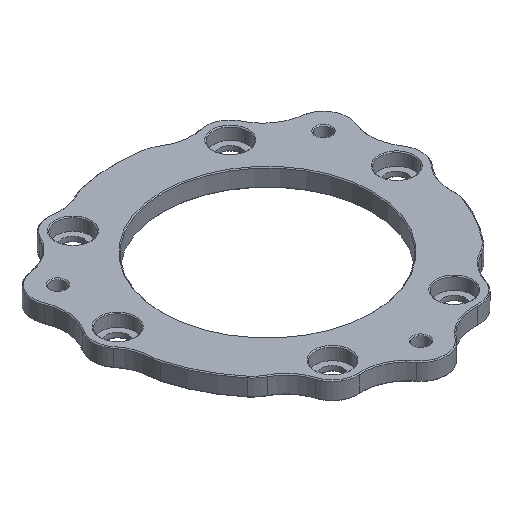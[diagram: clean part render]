
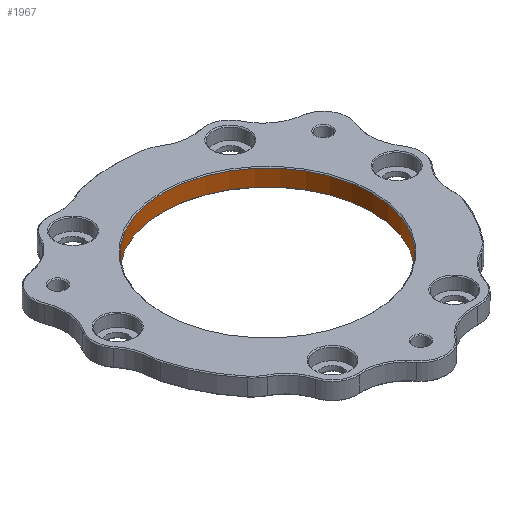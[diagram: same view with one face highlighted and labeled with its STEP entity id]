
A CAD part, isometric view. The second image highlights one B-rep face of the part: STEP entity #1967.
In plain terms, the highlighted cylindrical face has radius 57.75 mm (diameter 115.5 mm), a full revolution.
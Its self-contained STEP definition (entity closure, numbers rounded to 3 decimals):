
#18=CYLINDRICAL_SURFACE('',#2162,57.75);
#103=FACE_OUTER_BOUND('',#247,.T.);
#247=EDGE_LOOP('',(#1351,#1352,#1353,#1354));
#396=LINE('',#3265,#522);
#522=VECTOR('',#2534,57.75);
#687=CIRCLE('',#2161,57.75);
#688=CIRCLE('',#2163,57.75);
#859=VERTEX_POINT('',#3260);
#860=VERTEX_POINT('',#3264);
#1038=EDGE_CURVE('',#859,#859,#687,.T.);
#1039=EDGE_CURVE('',#859,#860,#396,.T.);
#1040=EDGE_CURVE('',#860,#860,#688,.T.);
#1351=ORIENTED_EDGE('',*,*,#1038,.F.);
#1352=ORIENTED_EDGE('',*,*,#1039,.T.);
#1353=ORIENTED_EDGE('',*,*,#1040,.F.);
#1354=ORIENTED_EDGE('',*,*,#1039,.F.);
#1967=ADVANCED_FACE('',(#103),#18,.F.);
#2161=AXIS2_PLACEMENT_3D('',#3262,#2530,#2531);
#2162=AXIS2_PLACEMENT_3D('',#3263,#2532,#2533);
#2163=AXIS2_PLACEMENT_3D('',#3266,#2535,#2536);
#2530=DIRECTION('center_axis',(0.,0.,-1.));
#2531=DIRECTION('ref_axis',(1.,0.,0.));
#2532=DIRECTION('center_axis',(0.,0.,1.));
#2533=DIRECTION('ref_axis',(1.,0.,0.));
#2534=DIRECTION('',(0.,0.,-1.));
#2535=DIRECTION('center_axis',(0.,0.,1.));
#2536=DIRECTION('ref_axis',(1.,0.,0.));
#3260=CARTESIAN_POINT('',(-57.75,0.,9.5));
#3262=CARTESIAN_POINT('Origin',(0.,0.,9.5));
#3263=CARTESIAN_POINT('Origin',(0.,0.,0.));
#3264=CARTESIAN_POINT('',(-57.75,0.,0.5));
#3265=CARTESIAN_POINT('',(-57.75,0.,0.));
#3266=CARTESIAN_POINT('Origin',(0.,0.,0.5));
